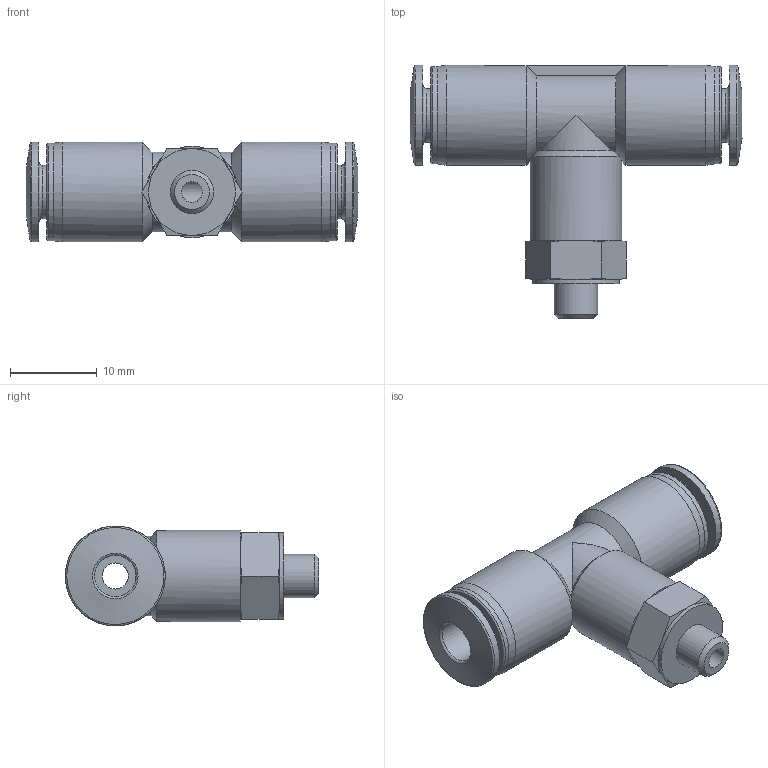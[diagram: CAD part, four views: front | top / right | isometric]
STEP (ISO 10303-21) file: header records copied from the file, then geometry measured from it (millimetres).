
FILE_DESCRIPTION(/* description */ ('STEP AP214'),/* implementation_level */ '2;1');
FILE_NAME(/* name */ '533249_QBT-M5-3_16-U-M',/* time_stamp */ '2024-09-14T04:42:06+02:00',/* author */ ('License CC BY-ND 4.0'),/* organization */ ('CADENAS'),/* preprocessor_version */ 'ST-DEVELOPER v19.3',/* originating_system */ 'PARTsolutions',/* authorisation */ ' ');
FILE_SCHEMA (('AUTOMOTIVE_DESIGN {1 0 10303 214 3 1 1}'));
Length unit declared in the file: millimetre
Products named in the file (1): 533249 QBT-M5-3/16-U-M
Bounding box: 38.19 x 29.15 x 11.5 mm (x, y, z)
Volume: 4074.6 mm3; surface area: 3060.6 mm2
Topology: 1 solids, 1 shells, 69 faces, 169 edges, 106 vertices
Faces by surface type: plane 22, cone 21, cylinder 18, torus 8
Full cylindrical faces by diameter (mm): 2.4 x1, 3 x1, 4.762 x2, 5 x1, 6.162 x2, 10 x1, 10.5 x1, 11.2 x2, 11.5 x3
Entity records: 2383 total; most frequent: CARTESIAN_POINT 434, DIRECTION 298, ORIENTED_EDGE 264, AXIS2_PLACEMENT_3D 135, EDGE_CURVE 132, EDGE_LOOP 106, FACE_BOUND 106, VERTEX_POINT 98
